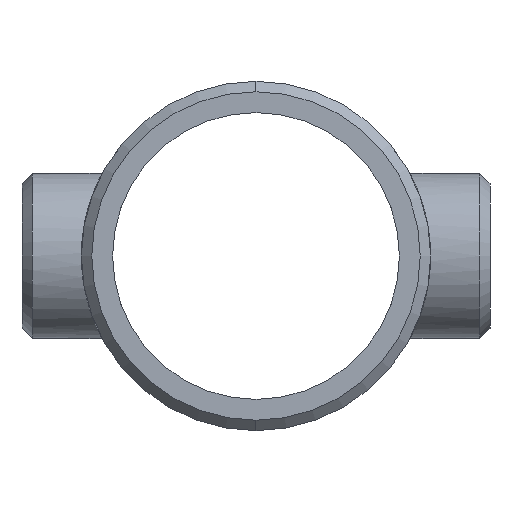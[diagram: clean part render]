
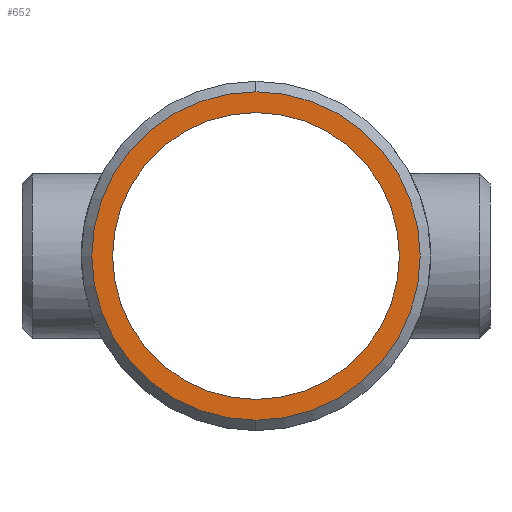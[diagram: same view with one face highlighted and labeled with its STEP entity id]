
A CAD part, left-side view. The second image highlights one B-rep face of the part: STEP entity #652.
In plain terms, the highlighted planar face has unit normal (-1, 0, 0).
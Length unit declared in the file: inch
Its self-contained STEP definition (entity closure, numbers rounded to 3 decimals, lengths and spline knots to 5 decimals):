
#13 = VERTEX_POINT ( 'NONE', #936 ) ;
#39 = DIRECTION ( 'NONE',  ( 0., 0., 1. ) ) ;
#44 = CARTESIAN_POINT ( 'NONE',  ( -11., 0., 0. ) ) ;
#173 = AXIS2_PLACEMENT_3D ( 'NONE', #937, #730, #441 ) ;
#250 = DIRECTION ( 'NONE',  ( -1., 0., 0. ) ) ;
#283 = CARTESIAN_POINT ( 'NONE',  ( -11., 0., 6.58333 ) ) ;
#303 = DIRECTION ( 'NONE',  ( 0., 0., 1. ) ) ;
#367 = FACE_OUTER_BOUND ( 'NONE', #1119, .T. ) ;
#378 = AXIS2_PLACEMENT_3D ( 'NONE', #44, #1314, #775 ) ;
#387 = VERTEX_POINT ( 'NONE', #551 ) ;
#439 = CIRCLE ( 'NONE', #378, 5.75 ) ;
#441 = DIRECTION ( 'NONE',  ( 0., 0., -1. ) ) ;
#447 = CARTESIAN_POINT ( 'NONE',  ( -11., 0., 0. ) ) ;
#461 = PLANE ( 'NONE',  #173 ) ;
#481 = ORIENTED_EDGE ( 'NONE', *, *, #879, .T. ) ;
#523 = CIRCLE ( 'NONE', #655, 5.75 ) ;
#545 = CARTESIAN_POINT ( 'NONE',  ( -11., 0., -5.75 ) ) ;
#551 = CARTESIAN_POINT ( 'NONE',  ( -11., 0., 5.75 ) ) ;
#565 = CARTESIAN_POINT ( 'NONE',  ( -11., 0., 0. ) ) ;
#581 = VERTEX_POINT ( 'NONE', #545 ) ;
#591 = CARTESIAN_POINT ( 'NONE',  ( -11., 0., 0. ) ) ;
#652 = ADVANCED_FACE ( 'NONE', ( #367, #1197 ), #461, .T. ) ;
#655 = AXIS2_PLACEMENT_3D ( 'NONE', #447, #1193, #859 ) ;
#695 = DIRECTION ( 'NONE',  ( -1., 0., 0. ) ) ;
#720 = ORIENTED_EDGE ( 'NONE', *, *, #807, .T. ) ;
#730 = DIRECTION ( 'NONE',  ( -1., 0., 0. ) ) ;
#775 = DIRECTION ( 'NONE',  ( 0., 0., 1. ) ) ;
#787 = AXIS2_PLACEMENT_3D ( 'NONE', #565, #250, #39 ) ;
#807 = EDGE_CURVE ( 'NONE', #13, #1341, #907, .T. ) ;
#859 = DIRECTION ( 'NONE',  ( 0., 0., 1. ) ) ;
#879 = EDGE_CURVE ( 'NONE', #387, #581, #439, .T. ) ;
#899 = EDGE_CURVE ( 'NONE', #581, #387, #523, .T. ) ;
#907 = CIRCLE ( 'NONE', #787, 6.58333 ) ;
#909 = ORIENTED_EDGE ( 'NONE', *, *, #1310, .T. ) ;
#936 = CARTESIAN_POINT ( 'NONE',  ( -11., 0., -6.58333 ) ) ;
#937 = CARTESIAN_POINT ( 'NONE',  ( -11., 0., 0. ) ) ;
#1116 = EDGE_LOOP ( 'NONE', ( #481, #1256 ) ) ;
#1119 = EDGE_LOOP ( 'NONE', ( #720, #909 ) ) ;
#1159 = CIRCLE ( 'NONE', #1275, 6.58333 ) ;
#1193 = DIRECTION ( 'NONE',  ( 1., 0., 0. ) ) ;
#1197 = FACE_BOUND ( 'NONE', #1116, .T. ) ;
#1256 = ORIENTED_EDGE ( 'NONE', *, *, #899, .T. ) ;
#1275 = AXIS2_PLACEMENT_3D ( 'NONE', #591, #695, #303 ) ;
#1310 = EDGE_CURVE ( 'NONE', #1341, #13, #1159, .T. ) ;
#1314 = DIRECTION ( 'NONE',  ( 1., 0., 0. ) ) ;
#1341 = VERTEX_POINT ( 'NONE', #283 ) ;
